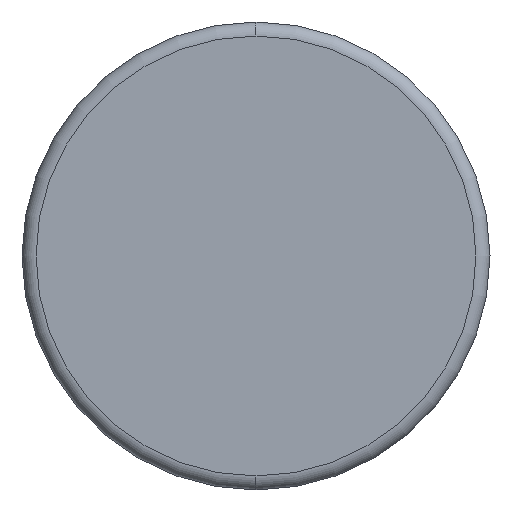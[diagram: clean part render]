
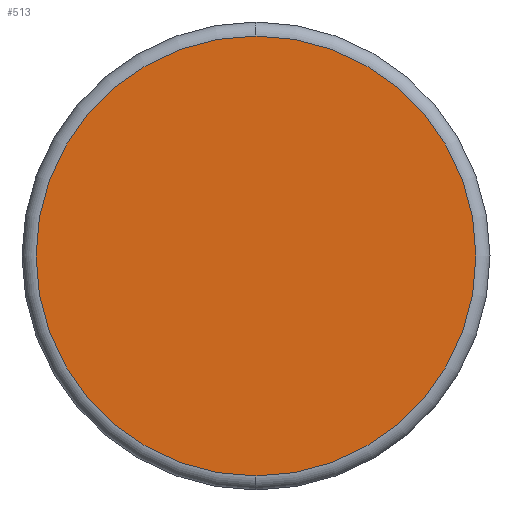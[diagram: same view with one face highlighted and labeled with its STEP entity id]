
A CAD part, front view. The second image highlights one B-rep face of the part: STEP entity #513.
In plain terms, the highlighted planar face has unit normal (0, -1, 0).
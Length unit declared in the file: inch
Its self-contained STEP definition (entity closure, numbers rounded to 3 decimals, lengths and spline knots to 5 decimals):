
#5 = CARTESIAN_POINT ( 'NONE',  ( 0., 0., -0.47 ) ) ;
#57 = ORIENTED_EDGE ( 'NONE', *, *, #187, .T. ) ;
#67 = ORIENTED_EDGE ( 'NONE', *, *, #529, .T. ) ;
#90 = PLANE ( 'NONE',  #466 ) ;
#91 = DIRECTION ( 'NONE',  ( 0., 0., -1. ) ) ;
#97 = CARTESIAN_POINT ( 'NONE',  ( 0., 0., 0. ) ) ;
#109 = VERTEX_POINT ( 'NONE', #5 ) ;
#167 = FACE_OUTER_BOUND ( 'NONE', #169, .T. ) ;
#169 = EDGE_LOOP ( 'NONE', ( #67, #57 ) ) ;
#187 = EDGE_CURVE ( 'NONE', #318, #109, #450, .T. ) ;
#235 = AXIS2_PLACEMENT_3D ( 'NONE', #248, #421, #91 ) ;
#248 = CARTESIAN_POINT ( 'NONE',  ( 0., 0., 0. ) ) ;
#249 = CIRCLE ( 'NONE', #327, 0.47 ) ;
#270 = CARTESIAN_POINT ( 'NONE',  ( 0., 0., 0. ) ) ;
#318 = VERTEX_POINT ( 'NONE', #369 ) ;
#327 = AXIS2_PLACEMENT_3D ( 'NONE', #97, #440, #479 ) ;
#369 = CARTESIAN_POINT ( 'NONE',  ( 0., 0., 0.47 ) ) ;
#421 = DIRECTION ( 'NONE',  ( 0., -1., 0. ) ) ;
#440 = DIRECTION ( 'NONE',  ( 0., -1., 0. ) ) ;
#450 = CIRCLE ( 'NONE', #235, 0.47 ) ;
#466 = AXIS2_PLACEMENT_3D ( 'NONE', #270, #482, #521 ) ;
#479 = DIRECTION ( 'NONE',  ( 0., 0., -1. ) ) ;
#482 = DIRECTION ( 'NONE',  ( 0., -1., 0. ) ) ;
#513 = ADVANCED_FACE ( 'NONE', ( #167 ), #90, .T. ) ;
#521 = DIRECTION ( 'NONE',  ( 0., 0., -1. ) ) ;
#529 = EDGE_CURVE ( 'NONE', #109, #318, #249, .T. ) ;
